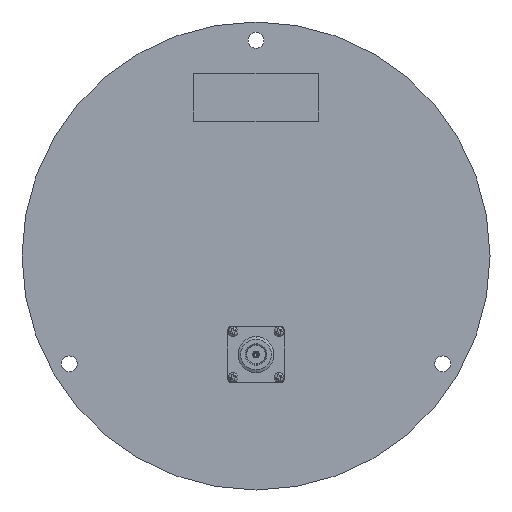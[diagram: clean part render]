
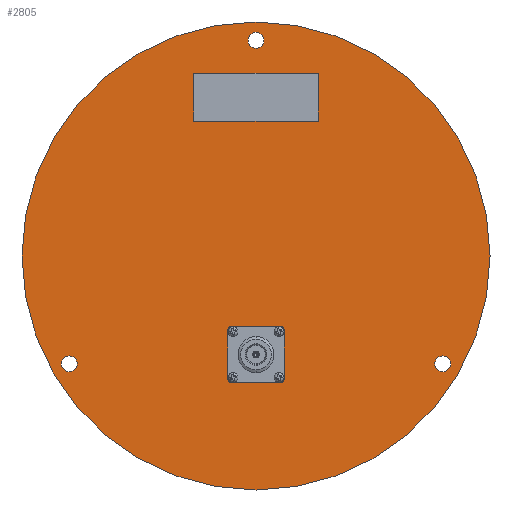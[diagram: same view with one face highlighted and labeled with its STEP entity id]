
A CAD part, front view. The second image highlights one B-rep face of the part: STEP entity #2805.
In plain terms, the highlighted planar face has unit normal (0, -1, 0).
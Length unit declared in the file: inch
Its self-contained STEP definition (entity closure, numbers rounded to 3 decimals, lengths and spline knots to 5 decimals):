
#62 = LINE ( 'NONE', #1695, #3257 ) ;
#82 = EDGE_LOOP ( 'NONE', ( #4302, #1131 ) ) ;
#99 = CIRCLE ( 'NONE', #786, 0.13642 ) ;
#109 = EDGE_CURVE ( 'NONE', #1859, #919, #5197, .T. ) ;
#245 = ORIENTED_EDGE ( 'NONE', *, *, #654, .F. ) ;
#275 = FACE_BOUND ( 'NONE', #82, .T. ) ;
#276 = DIRECTION ( 'NONE',  ( 1., 0., 0. ) ) ;
#280 = CIRCLE ( 'NONE', #1386, 0.13642 ) ;
#399 = CARTESIAN_POINT ( 'NONE',  ( -3.22072, 0., -1.72306 ) ) ;
#467 = LINE ( 'NONE', #4485, #2244 ) ;
#503 = EDGE_CURVE ( 'NONE', #919, #1859, #5291, .T. ) ;
#538 = CIRCLE ( 'NONE', #4470, 0.13642 ) ;
#654 = EDGE_CURVE ( 'NONE', #5183, #2955, #2305, .T. ) ;
#704 = EDGE_LOOP ( 'NONE', ( #1027, #3886 ) ) ;
#711 = AXIS2_PLACEMENT_3D ( 'NONE', #5184, #2684, #1872 ) ;
#755 = FACE_BOUND ( 'NONE', #2593, .T. ) ;
#786 = AXIS2_PLACEMENT_3D ( 'NONE', #2147, #3840, #3143 ) ;
#873 = CIRCLE ( 'NONE', #1378, 0.13642 ) ;
#899 = DIRECTION ( 'NONE',  ( 0., 0., -1. ) ) ;
#903 = CARTESIAN_POINT ( 'NONE',  ( 3.22072, 0., -1.99591 ) ) ;
#919 = VERTEX_POINT ( 'NONE', #3788 ) ;
#1027 = ORIENTED_EDGE ( 'NONE', *, *, #109, .F. ) ;
#1047 = ORIENTED_EDGE ( 'NONE', *, *, #3727, .T. ) ;
#1049 = FACE_BOUND ( 'NONE', #2057, .T. ) ;
#1066 = CARTESIAN_POINT ( 'NONE',  ( 3.22072, 0., -1.72306 ) ) ;
#1131 = ORIENTED_EDGE ( 'NONE', *, *, #2710, .T. ) ;
#1144 = VERTEX_POINT ( 'NONE', #903 ) ;
#1206 = EDGE_CURVE ( 'NONE', #1754, #1295, #62, .T. ) ;
#1295 = VERTEX_POINT ( 'NONE', #4037 ) ;
#1341 = CARTESIAN_POINT ( 'NONE',  ( -1.07596, 0., 2.32603 ) ) ;
#1378 = AXIS2_PLACEMENT_3D ( 'NONE', #2375, #3940, #4421 ) ;
#1386 = AXIS2_PLACEMENT_3D ( 'NONE', #3001, #1723, #3360 ) ;
#1441 = FACE_OUTER_BOUND ( 'NONE', #704, .T. ) ;
#1465 = DIRECTION ( 'NONE',  ( 0., 1., 0. ) ) ;
#1549 = CARTESIAN_POINT ( 'NONE',  ( -1.07596, 0., 2.32603 ) ) ;
#1586 = DIRECTION ( 'NONE',  ( 0., 0., 1. ) ) ;
#1590 = CARTESIAN_POINT ( 'NONE',  ( 3.22072, 0., -1.85948 ) ) ;
#1614 = LINE ( 'NONE', #5256, #4561 ) ;
#1695 = CARTESIAN_POINT ( 'NONE',  ( -1.07596, 0., 3.14751 ) ) ;
#1723 = DIRECTION ( 'NONE',  ( 0., 1., 0. ) ) ;
#1754 = VERTEX_POINT ( 'NONE', #2337 ) ;
#1785 = VECTOR ( 'NONE', #276, 39.37008 ) ;
#1790 = CARTESIAN_POINT ( 'NONE',  ( -3.22072, 0., -1.85948 ) ) ;
#1823 = CARTESIAN_POINT ( 'NONE',  ( 0., 0., 0. ) ) ;
#1859 = VERTEX_POINT ( 'NONE', #4873 ) ;
#1872 = DIRECTION ( 'NONE',  ( 0., 0., 1. ) ) ;
#1996 = DIRECTION ( 'NONE',  ( 0., 0., 1. ) ) ;
#2057 = EDGE_LOOP ( 'NONE', ( #1047, #5186 ) ) ;
#2061 = VERTEX_POINT ( 'NONE', #1066 ) ;
#2075 = EDGE_CURVE ( 'NONE', #5215, #4019, #873, .T. ) ;
#2110 = EDGE_CURVE ( 'NONE', #1144, #2061, #5026, .T. ) ;
#2147 = CARTESIAN_POINT ( 'NONE',  ( 0., 0., 3.71897 ) ) ;
#2244 = VECTOR ( 'NONE', #899, 39.37008 ) ;
#2305 = LINE ( 'NONE', #1549, #1785 ) ;
#2337 = CARTESIAN_POINT ( 'NONE',  ( 1.07596, 0., 3.14751 ) ) ;
#2375 = CARTESIAN_POINT ( 'NONE',  ( -3.22072, 0., -1.85948 ) ) ;
#2428 = VERTEX_POINT ( 'NONE', #2790 ) ;
#2434 = CARTESIAN_POINT ( 'NONE',  ( 1.07596, 0., 2.32603 ) ) ;
#2550 = ORIENTED_EDGE ( 'NONE', *, *, #4101, .F. ) ;
#2583 = EDGE_LOOP ( 'NONE', ( #5249, #5174, #2550, #245 ) ) ;
#2593 = EDGE_LOOP ( 'NONE', ( #2867, #4324 ) ) ;
#2668 = CIRCLE ( 'NONE', #3517, 0.13642 ) ;
#2684 = DIRECTION ( 'NONE',  ( 0., 1., 0. ) ) ;
#2696 = DIRECTION ( 'NONE',  ( 0., 1., 0. ) ) ;
#2710 = EDGE_CURVE ( 'NONE', #2428, #4534, #280, .T. ) ;
#2790 = CARTESIAN_POINT ( 'NONE',  ( 0., 0., 3.58255 ) ) ;
#2805 = ADVANCED_FACE ( 'NONE', ( #1441, #1049, #755, #275, #4349 ), #4402, .F. ) ;
#2846 = CARTESIAN_POINT ( 'NONE',  ( 0., 0., 3.85539 ) ) ;
#2867 = ORIENTED_EDGE ( 'NONE', *, *, #3599, .T. ) ;
#2955 = VERTEX_POINT ( 'NONE', #2434 ) ;
#2965 = CARTESIAN_POINT ( 'NONE',  ( -3.22072, 0., -1.99591 ) ) ;
#2986 = AXIS2_PLACEMENT_3D ( 'NONE', #1823, #3460, #4692 ) ;
#3001 = CARTESIAN_POINT ( 'NONE',  ( 0., 0., 3.71897 ) ) ;
#3143 = DIRECTION ( 'NONE',  ( 0., 0., 1. ) ) ;
#3257 = VECTOR ( 'NONE', #4177, 39.37008 ) ;
#3293 = AXIS2_PLACEMENT_3D ( 'NONE', #3499, #1465, #5181 ) ;
#3360 = DIRECTION ( 'NONE',  ( 0., 0., 1. ) ) ;
#3429 = DIRECTION ( 'NONE',  ( 0., 0., 1. ) ) ;
#3460 = DIRECTION ( 'NONE',  ( 0., 1., 0. ) ) ;
#3499 = CARTESIAN_POINT ( 'NONE',  ( 3.22072, 0., -1.85948 ) ) ;
#3509 = EDGE_CURVE ( 'NONE', #4534, #2428, #99, .T. ) ;
#3517 = AXIS2_PLACEMENT_3D ( 'NONE', #1790, #2696, #3429 ) ;
#3599 = EDGE_CURVE ( 'NONE', #4019, #5215, #2668, .T. ) ;
#3727 = EDGE_CURVE ( 'NONE', #2061, #1144, #538, .T. ) ;
#3788 = CARTESIAN_POINT ( 'NONE',  ( 0., 0., 4.03543 ) ) ;
#3840 = DIRECTION ( 'NONE',  ( 0., 1., 0. ) ) ;
#3886 = ORIENTED_EDGE ( 'NONE', *, *, #503, .F. ) ;
#3940 = DIRECTION ( 'NONE',  ( 0., 1., 0. ) ) ;
#4019 = VERTEX_POINT ( 'NONE', #399 ) ;
#4037 = CARTESIAN_POINT ( 'NONE',  ( -1.07596, 0., 3.14751 ) ) ;
#4096 = CARTESIAN_POINT ( 'NONE',  ( 0., 0., 0. ) ) ;
#4101 = EDGE_CURVE ( 'NONE', #2955, #1754, #1614, .T. ) ;
#4177 = DIRECTION ( 'NONE',  ( -1., 0., 0. ) ) ;
#4302 = ORIENTED_EDGE ( 'NONE', *, *, #3509, .T. ) ;
#4324 = ORIENTED_EDGE ( 'NONE', *, *, #2075, .T. ) ;
#4349 = FACE_BOUND ( 'NONE', #2583, .T. ) ;
#4394 = DIRECTION ( 'NONE',  ( 0., 1., 0. ) ) ;
#4402 = PLANE ( 'NONE',  #711 ) ;
#4421 = DIRECTION ( 'NONE',  ( 0., 0., 1. ) ) ;
#4470 = AXIS2_PLACEMENT_3D ( 'NONE', #1590, #4394, #4471 ) ;
#4471 = DIRECTION ( 'NONE',  ( 0., 0., 1. ) ) ;
#4485 = CARTESIAN_POINT ( 'NONE',  ( -1.07596, 0., 3.14751 ) ) ;
#4497 = DIRECTION ( 'NONE',  ( 0., 1., 0. ) ) ;
#4534 = VERTEX_POINT ( 'NONE', #2846 ) ;
#4551 = EDGE_CURVE ( 'NONE', #1295, #5183, #467, .T. ) ;
#4561 = VECTOR ( 'NONE', #1586, 39.37008 ) ;
#4692 = DIRECTION ( 'NONE',  ( 0., 0., 1. ) ) ;
#4873 = CARTESIAN_POINT ( 'NONE',  ( 0., 0., -4.03543 ) ) ;
#5026 = CIRCLE ( 'NONE', #3293, 0.13642 ) ;
#5174 = ORIENTED_EDGE ( 'NONE', *, *, #1206, .F. ) ;
#5181 = DIRECTION ( 'NONE',  ( 0., 0., 1. ) ) ;
#5183 = VERTEX_POINT ( 'NONE', #1341 ) ;
#5184 = CARTESIAN_POINT ( 'NONE',  ( 0., 0., 0. ) ) ;
#5186 = ORIENTED_EDGE ( 'NONE', *, *, #2110, .T. ) ;
#5197 = CIRCLE ( 'NONE', #5289, 4.03543 ) ;
#5215 = VERTEX_POINT ( 'NONE', #2965 ) ;
#5249 = ORIENTED_EDGE ( 'NONE', *, *, #4551, .F. ) ;
#5256 = CARTESIAN_POINT ( 'NONE',  ( 1.07596, 0., 3.14751 ) ) ;
#5289 = AXIS2_PLACEMENT_3D ( 'NONE', #4096, #4497, #1996 ) ;
#5291 = CIRCLE ( 'NONE', #2986, 4.03543 ) ;
